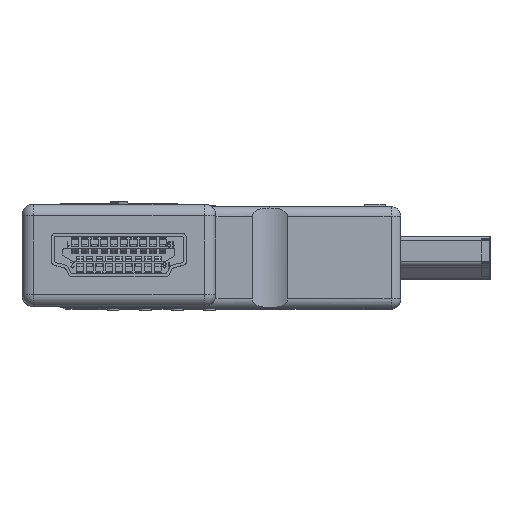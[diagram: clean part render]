
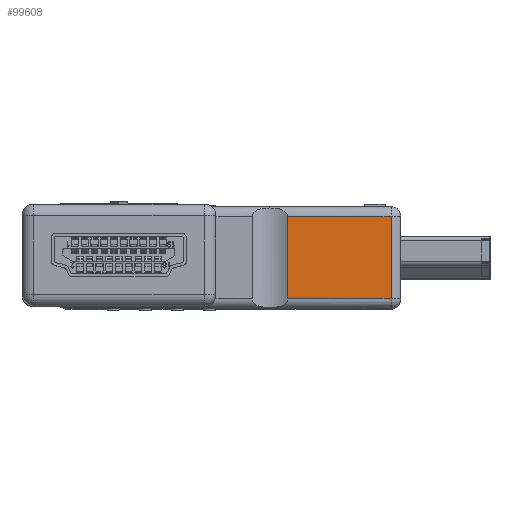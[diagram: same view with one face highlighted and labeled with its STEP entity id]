
A CAD part, top view. The second image highlights one B-rep face of the part: STEP entity #99608.
In plain terms, the highlighted face is planar.
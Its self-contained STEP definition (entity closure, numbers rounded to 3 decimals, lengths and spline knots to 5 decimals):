
#35112 = PLANE ( 'NONE',  #35165 ) ;
#35145 = CARTESIAN_POINT ( 'NONE',  ( -0.39173, 0.23633, -0.16669 ) ) ;
#35148 = DIRECTION ( 'NONE',  ( 0., 0., -1. ) ) ;
#35149 = VECTOR ( 'NONE', #35148, 39.37008 ) ;
#35150 = CARTESIAN_POINT ( 'NONE',  ( -0.39173, 0.655, -0.16669 ) ) ;
#35151 = LINE ( 'NONE', #35159, #35158 ) ;
#35154 = DIRECTION ( 'NONE',  ( 0., 0., -1. ) ) ;
#35155 = DIRECTION ( 'NONE',  ( 1., 0., 0. ) ) ;
#35156 = CARTESIAN_POINT ( 'NONE',  ( -0.39173, 0.695, -0.20669 ) ) ;
#35157 = DIRECTION ( 'NONE',  ( 0., -1., 0. ) ) ;
#35158 = VECTOR ( 'NONE', #35157, 39.37008 ) ;
#35159 = CARTESIAN_POINT ( 'NONE',  ( -0.39173, 0.46566, -0.16669 ) ) ;
#35160 = CARTESIAN_POINT ( 'NONE',  ( -0.39173, 0.655, 0.16669 ) ) ;
#35161 = CARTESIAN_POINT ( 'NONE',  ( -0.39173, 0.655, -0.16669 ) ) ;
#35165 = AXIS2_PLACEMENT_3D ( 'NONE', #35156, #35155, #35154 ) ;
#35169 = LINE ( 'NONE', #35150, #35149 ) ;
#35171 = FACE_OUTER_BOUND ( 'NONE', #99688, .T. ) ;
#35198 = CARTESIAN_POINT ( 'NONE',  ( -0.39173, 0.23633, 0.16669 ) ) ;
#35229 = CARTESIAN_POINT ( 'NONE',  ( -0.39173, 0.23633, 0.20669 ) ) ;
#35230 = LINE ( 'NONE', #35229, #35265 ) ;
#35236 = DIRECTION ( 'NONE',  ( 0., 1., 0. ) ) ;
#35237 = VECTOR ( 'NONE', #35236, 39.37008 ) ;
#35238 = CARTESIAN_POINT ( 'NONE',  ( -0.39173, 0.46566, 0.16669 ) ) ;
#35239 = LINE ( 'NONE', #35238, #35237 ) ;
#35264 = DIRECTION ( 'NONE',  ( 0., 0., -1. ) ) ;
#35265 = VECTOR ( 'NONE', #35264, 39.37008 ) ;
#99605 = VERTEX_POINT ( 'NONE', #35161 ) ;
#99608 = ADVANCED_FACE ( 'NONE', ( #35171 ), #35112, .F. ) ;
#99609 = VERTEX_POINT ( 'NONE', #35160 ) ;
#99611 = ORIENTED_EDGE ( 'NONE', *, *, #99612, .T. ) ;
#99612 = EDGE_CURVE ( 'NONE', #99609, #99605, #35169, .T. ) ;
#99615 = ORIENTED_EDGE ( 'NONE', *, *, #99616, .T. ) ;
#99616 = EDGE_CURVE ( 'NONE', #99605, #99617, #35151, .T. ) ;
#99617 = VERTEX_POINT ( 'NONE', #35145 ) ;
#99623 = ORIENTED_EDGE ( 'NONE', *, *, #99637, .T. ) ;
#99632 = VERTEX_POINT ( 'NONE', #35198 ) ;
#99637 = EDGE_CURVE ( 'NONE', #99632, #99609, #35239, .T. ) ;
#99659 = EDGE_CURVE ( 'NONE', #99632, #99617, #35230, .T. ) ;
#99665 = ORIENTED_EDGE ( 'NONE', *, *, #99659, .F. ) ;
#99688 = EDGE_LOOP ( 'NONE', ( #99623, #99611, #99615, #99665 ) ) ;
